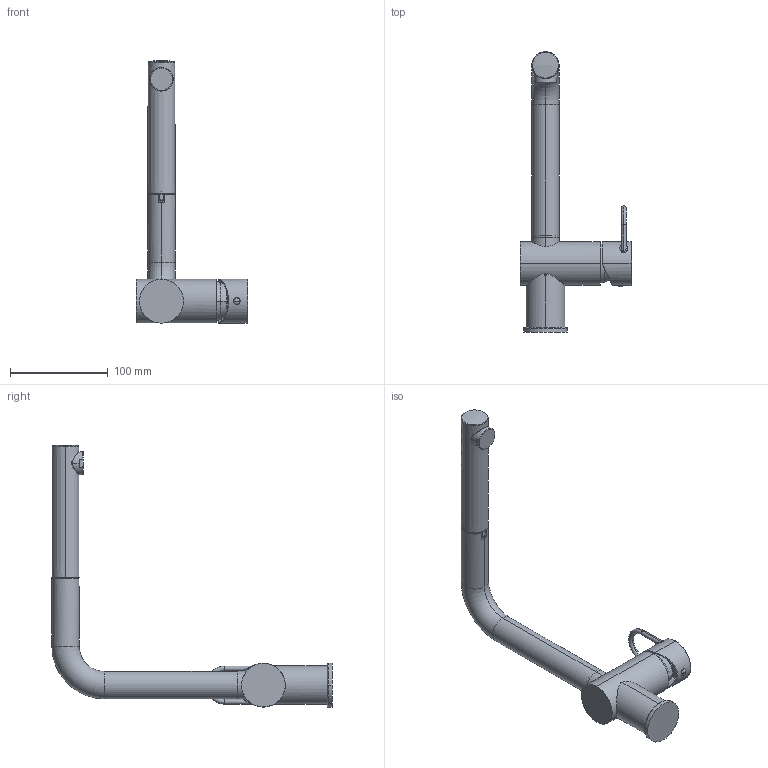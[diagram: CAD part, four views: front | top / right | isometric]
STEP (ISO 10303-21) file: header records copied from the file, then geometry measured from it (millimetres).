
FILE_DESCRIPTION((''),'2;1');
FILE_NAME('JK185CR-SCD','2023-01-24T08:20:47',('alberto.gaboardi'),('PAFFONI SpA'),'CREO PARAMETRIC BY PTC INC, 2022124','CREO PARAMETRIC BY PTC INC, 2022124','');
FILE_SCHEMA(('CONFIG_CONTROL_DESIGN','SHAPE_APPEARANCE_LAYERS_GROUPS'));
Length unit declared in the file: millimetre
Products named in the file (1): JK185CR-SCD
Bounding box: 114.49 x 287 x 268.47 mm (x, y, z)
Volume: 243191 mm3; surface area: 149421.9 mm2
Topology: 2 solids, 2 shells, 2060 faces, 7700 edges, 5495 vertices
Faces by surface type: cylinder 1296, plane 398, cone 134, bspline 117, torus 88, extrusion 19, sphere 8
Entity records: 170221 total; most frequent: CARTESIAN_POINT 94628, ORIENTED_EDGE 15360, DIRECTION 9037, EDGE_CURVE 7680, VERTEX_POINT 5495, B_SPLINE_CURVE_WITH_KNOTS 4019, AXIS2_PLACEMENT_3D 3414, EDGE_LOOP 3069
